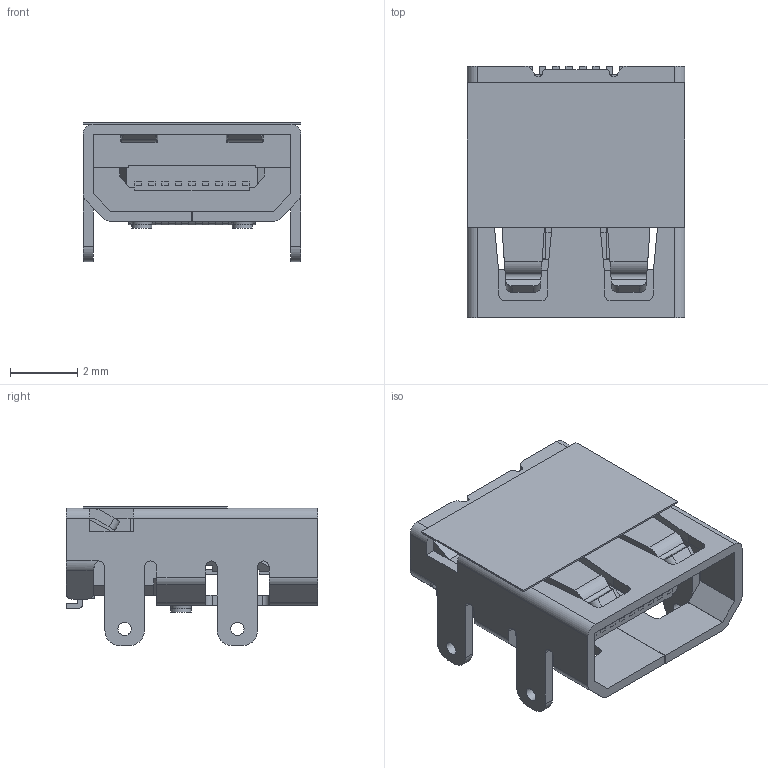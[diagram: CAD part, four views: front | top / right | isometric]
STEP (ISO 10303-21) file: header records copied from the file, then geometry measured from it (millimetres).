
FILE_DESCRIPTION(/* description */ ('Unknown'),/* implementation_level */ '2;1');
FILE_NAME(/* name */ '685119248123',/* time_stamp */ '2021-08-04T14:55:33+02:00',/* author */ ('Unknown'),/* organization */ ('Unknown'),/* preprocessor_version */ 'ST-DEVELOPER v16.7',/* originating_system */ 'Solid Edge',/* authorisation */ 'Unknown');
FILE_SCHEMA (('AUTOMOTIVE_DESIGN {1 0 10303 214 3 1 1}'));
Length unit declared in the file: millimetre
Products named in the file (7): 685119248123; 685119248123_Housing2; 685119248123_Housing; 685119248123_PIN1; 685119248x23_Mylar; 685119248123_PIN2; 685119248123_SHIELDING
Assembly tree (23 placements, depth 2):
  685119248123
    685119248123_Housing2
    685119248123_Housing
    685119248123_PIN1  x10
    685119248x23_Mylar
    685119248123_PIN2  x9
    685119248123_SHIELDING
Bounding box: 6.5 x 7.5 x 4.15 mm (x, y, z)
Volume: 72.5 mm3; surface area: 600.9 mm2
Topology: 23 solids, 23 shells, 1056 faces, 3185 edges, 2082 vertices
Faces by surface type: plane 834, cylinder 218, bspline 2, cone 2
Full cylindrical faces by diameter (mm): 0.4 x4, 0.6 x2
Entity records: 26699 total; most frequent: ORIENTED_EDGE 4786, CARTESIAN_POINT 4771, DIRECTION 4191, EDGE_CURVE 2393, LINE 2155, VECTOR 2155, VERTEX_POINT 1558, AXIS2_PLACEMENT_3D 1018
